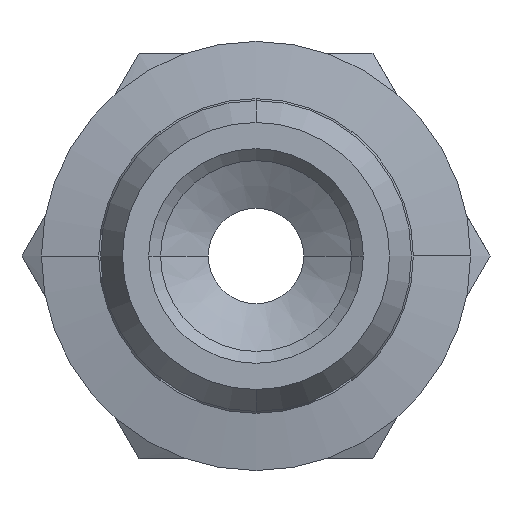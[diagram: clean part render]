
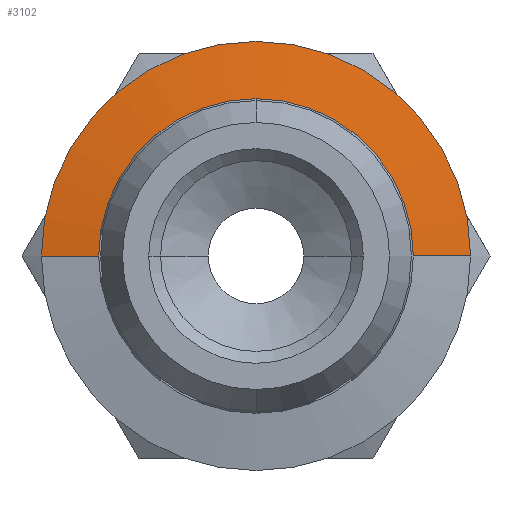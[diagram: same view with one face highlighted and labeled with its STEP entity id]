
A CAD part, front view. The second image highlights one B-rep face of the part: STEP entity #3102.
In plain terms, the highlighted conical face has half-angle 80.538 degrees and reference radius 6.6 mm.
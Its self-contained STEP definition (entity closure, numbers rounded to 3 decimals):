
#285 = EDGE_CURVE ( 'NONE', #3227, #3226, #924, .T. ) ;
#286 = EDGE_CURVE ( 'NONE', #3227, #3231, #929, .T. ) ;
#287 = EDGE_CURVE ( 'NONE', #3226, #3228, #926, .T. ) ;
#455 = EDGE_CURVE ( 'NONE', #3231, #3228, #1125, .T. ) ;
#458 = AXIS2_PLACEMENT_3D ( 'NONE', #1796, #1797, #1798 ) ;
#924 = CIRCLE ( 'NONE', #458, 6.6 ) ;
#926 = LINE ( 'NONE', #1794, #935 ) ;
#929 = LINE ( 'NONE', #1795, #933 ) ;
#933 = VECTOR ( 'NONE', #1793, 1000. ) ;
#935 = VECTOR ( 'NONE', #1799, 1000. ) ;
#1125 = CIRCLE ( 'NONE', #1887, 9. ) ;
#1416 = CARTESIAN_POINT ( 'NONE',  ( -6.6, 6.2, 0. ) ) ;
#1417 = CARTESIAN_POINT ( 'NONE',  ( 6.6, 6.2, 0. ) ) ;
#1418 = CARTESIAN_POINT ( 'NONE',  ( -9., 6.6, 0. ) ) ;
#1421 = CARTESIAN_POINT ( 'NONE',  ( 9., 6.6, 0. ) ) ;
#1578 = FACE_OUTER_BOUND ( 'NONE', #3343, .T. ) ;
#1586 = CONICAL_SURFACE ( 'NONE', #1990, 6.6, 1.406 ) ;
#1665 = CARTESIAN_POINT ( 'NONE',  ( 0., 6.6, 0. ) ) ;
#1666 = DIRECTION ( 'NONE',  ( 0., -1., 0. ) ) ;
#1667 = DIRECTION ( 'NONE',  ( 1., 0., 0. ) ) ;
#1793 = DIRECTION ( 'NONE',  ( 0.986, 0.164, 0. ) ) ;
#1794 = CARTESIAN_POINT ( 'NONE',  ( -6.6, 6.2, 0. ) ) ;
#1795 = CARTESIAN_POINT ( 'NONE',  ( 6.6, 6.2, 0. ) ) ;
#1796 = CARTESIAN_POINT ( 'NONE',  ( 0., 6.2, 0. ) ) ;
#1797 = DIRECTION ( 'NONE',  ( 0., -1., 0. ) ) ;
#1798 = DIRECTION ( 'NONE',  ( 1., 0., 0. ) ) ;
#1799 = DIRECTION ( 'NONE',  ( -0.986, 0.164, 0. ) ) ;
#1887 = AXIS2_PLACEMENT_3D ( 'NONE', #1665, #1666, #1667 ) ;
#1990 = AXIS2_PLACEMENT_3D ( 'NONE', #2580, #2581, #2589 ) ;
#2580 = CARTESIAN_POINT ( 'NONE',  ( 0., 6.2, 0. ) ) ;
#2581 = DIRECTION ( 'NONE',  ( 0., 1., 0. ) ) ;
#2589 = DIRECTION ( 'NONE',  ( -1., 0., 0. ) ) ;
#3102 = ADVANCED_FACE ( 'NONE', ( #1578 ), #1586, .T. ) ;
#3169 = ORIENTED_EDGE ( 'NONE', *, *, #285, .F. ) ;
#3170 = ORIENTED_EDGE ( 'NONE', *, *, #286, .T. ) ;
#3171 = ORIENTED_EDGE ( 'NONE', *, *, #455, .T. ) ;
#3172 = ORIENTED_EDGE ( 'NONE', *, *, #287, .F. ) ;
#3226 = VERTEX_POINT ( 'NONE', #1416 ) ;
#3227 = VERTEX_POINT ( 'NONE', #1417 ) ;
#3228 = VERTEX_POINT ( 'NONE', #1418 ) ;
#3231 = VERTEX_POINT ( 'NONE', #1421 ) ;
#3343 = EDGE_LOOP ( 'NONE', ( #3169, #3170, #3171, #3172 ) ) ;
